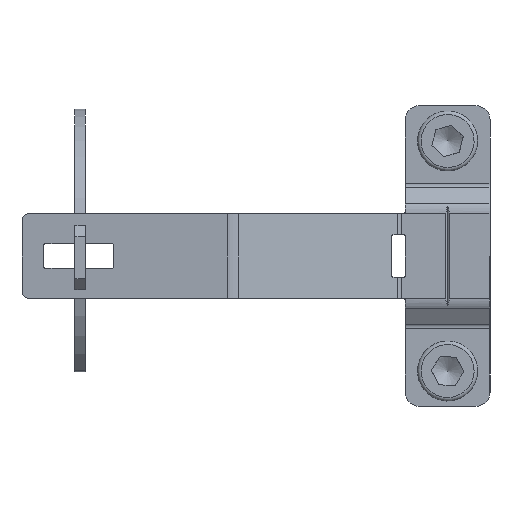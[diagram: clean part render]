
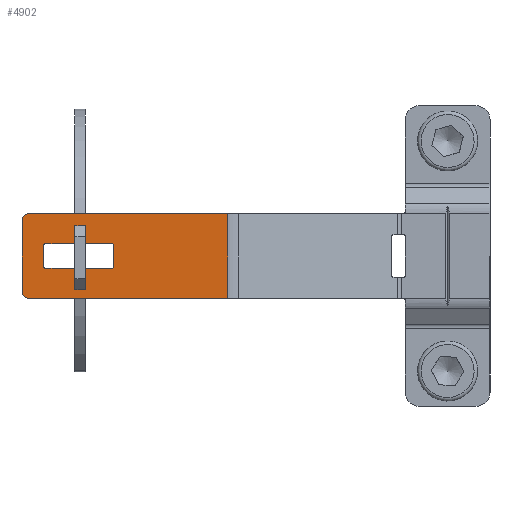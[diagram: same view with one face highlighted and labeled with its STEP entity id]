
A CAD part, front view. The second image highlights one B-rep face of the part: STEP entity #4902.
In plain terms, the highlighted planar face has unit normal (-0.07, -0.998, 0).
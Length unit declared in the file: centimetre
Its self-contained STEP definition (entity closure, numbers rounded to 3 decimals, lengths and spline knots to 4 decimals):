
#110=FACE_BOUND('',#829,.T.);
#204=CIRCLE('',#5259,0.025);
#206=CIRCLE('',#5263,0.025);
#208=CIRCLE('',#5267,0.025);
#210=CIRCLE('',#5271,0.025);
#218=CIRCLE('',#5293,0.1);
#219=CIRCLE('',#5296,0.1);
#554=FACE_OUTER_BOUND('',#828,.T.);
#828=EDGE_LOOP('',(#3578,#3579,#3580,#3581,#3582,#3583));
#829=EDGE_LOOP('',(#3584,#3585,#3586,#3587,#3588,#3589,#3590,#3591));
#1166=LINE('',#7615,#1596);
#1170=LINE('',#7627,#1600);
#1174=LINE('',#7639,#1604);
#1179=LINE('',#7651,#1609);
#1202=LINE('',#7720,#1632);
#1205=LINE('',#7726,#1635);
#1206=LINE('',#7728,#1636);
#1207=LINE('',#7730,#1637);
#1596=VECTOR('',#6136,1.);
#1600=VECTOR('',#6148,1.);
#1604=VECTOR('',#6160,1.);
#1609=VECTOR('',#6173,1.);
#1632=VECTOR('',#6238,1.);
#1635=VECTOR('',#6243,1.);
#1636=VECTOR('',#6244,1.);
#1637=VECTOR('',#6245,1.);
#2041=VERTEX_POINT('',#7605);
#2042=VERTEX_POINT('',#7606);
#2045=VERTEX_POINT('',#7614);
#2047=VERTEX_POINT('',#7620);
#2049=VERTEX_POINT('',#7626);
#2051=VERTEX_POINT('',#7632);
#2053=VERTEX_POINT('',#7638);
#2055=VERTEX_POINT('',#7644);
#2071=VERTEX_POINT('',#7713);
#2072=VERTEX_POINT('',#7715);
#2073=VERTEX_POINT('',#7719);
#2075=VERTEX_POINT('',#7725);
#2076=VERTEX_POINT('',#7727);
#2077=VERTEX_POINT('',#7729);
#2563=EDGE_CURVE('',#2041,#2042,#204,.T.);
#2567=EDGE_CURVE('',#2045,#2042,#1166,.T.);
#2570=EDGE_CURVE('',#2045,#2047,#206,.T.);
#2573=EDGE_CURVE('',#2049,#2047,#1170,.T.);
#2576=EDGE_CURVE('',#2049,#2051,#208,.T.);
#2579=EDGE_CURVE('',#2053,#2051,#1174,.T.);
#2582=EDGE_CURVE('',#2053,#2055,#210,.T.);
#2586=EDGE_CURVE('',#2041,#2055,#1179,.T.);
#2615=EDGE_CURVE('',#2071,#2072,#218,.T.);
#2617=EDGE_CURVE('',#2073,#2072,#1202,.T.);
#2620=EDGE_CURVE('',#2071,#2075,#1205,.T.);
#2621=EDGE_CURVE('',#2075,#2076,#1206,.T.);
#2622=EDGE_CURVE('',#2076,#2077,#1207,.T.);
#2623=EDGE_CURVE('',#2073,#2077,#219,.T.);
#3578=ORIENTED_EDGE('',*,*,#2615,.F.);
#3579=ORIENTED_EDGE('',*,*,#2620,.T.);
#3580=ORIENTED_EDGE('',*,*,#2621,.T.);
#3581=ORIENTED_EDGE('',*,*,#2622,.T.);
#3582=ORIENTED_EDGE('',*,*,#2623,.F.);
#3583=ORIENTED_EDGE('',*,*,#2617,.T.);
#3584=ORIENTED_EDGE('',*,*,#2579,.T.);
#3585=ORIENTED_EDGE('',*,*,#2576,.F.);
#3586=ORIENTED_EDGE('',*,*,#2573,.T.);
#3587=ORIENTED_EDGE('',*,*,#2570,.F.);
#3588=ORIENTED_EDGE('',*,*,#2567,.T.);
#3589=ORIENTED_EDGE('',*,*,#2563,.F.);
#3590=ORIENTED_EDGE('',*,*,#2586,.T.);
#3591=ORIENTED_EDGE('',*,*,#2582,.F.);
#4354=PLANE('',#5295);
#4902=ADVANCED_FACE('',(#554,#110),#4354,.F.);
#5259=AXIS2_PLACEMENT_3D('',#7607,#6128,#6129);
#5263=AXIS2_PLACEMENT_3D('',#7621,#6141,#6142);
#5267=AXIS2_PLACEMENT_3D('',#7633,#6153,#6154);
#5271=AXIS2_PLACEMENT_3D('',#7645,#6165,#6166);
#5293=AXIS2_PLACEMENT_3D('',#7716,#6233,#6234);
#5295=AXIS2_PLACEMENT_3D('',#7724,#6241,#6242);
#5296=AXIS2_PLACEMENT_3D('',#7731,#6246,#6247);
#6128=DIRECTION('center_axis',(-0.07,-0.998,0.));
#6129=DIRECTION('ref_axis',(0.705,-0.049,0.707));
#6136=DIRECTION('',(0.998,-0.07,0.));
#6141=DIRECTION('center_axis',(-0.07,-0.998,0.));
#6142=DIRECTION('ref_axis',(-0.705,0.049,0.707));
#6148=DIRECTION('',(0.,0.,1.));
#6153=DIRECTION('center_axis',(-0.07,-0.998,0.));
#6154=DIRECTION('ref_axis',(-0.705,0.049,-0.707));
#6160=DIRECTION('',(-0.998,0.07,0.));
#6165=DIRECTION('center_axis',(-0.07,-0.998,0.));
#6166=DIRECTION('ref_axis',(0.705,-0.049,-0.707));
#6173=DIRECTION('',(0.,0.,-1.));
#6233=DIRECTION('center_axis',(0.07,0.998,0.));
#6234=DIRECTION('ref_axis',(-0.705,0.049,-0.707));
#6238=DIRECTION('',(0.,0.,-1.));
#6241=DIRECTION('center_axis',(0.07,0.998,0.));
#6242=DIRECTION('ref_axis',(0.,0.,
-1.));
#6243=DIRECTION('',(0.998,-0.07,0.));
#6244=DIRECTION('',(0.,0.,1.));
#6245=DIRECTION('',(-0.998,0.07,0.));
#6246=DIRECTION('center_axis',(0.07,0.998,0.));
#6247=DIRECTION('ref_axis',(-0.705,0.049,0.707));
#7605=CARTESIAN_POINT('',(-5.3262,-2.2625,0.15));
#7606=CARTESIAN_POINT('',(-5.3511,-2.2608,0.175));
#7607=CARTESIAN_POINT('Origin',(-5.3511,-2.2608,0.15));
#7614=CARTESIAN_POINT('',(-6.2988,-2.1945,0.175));
#7615=CARTESIAN_POINT('',(-3.2812,-2.4055,0.175));
#7620=CARTESIAN_POINT('',(-6.3238,-2.1928,0.15));
#7621=CARTESIAN_POINT('Origin',(-6.2988,-2.1945,0.15));
#7626=CARTESIAN_POINT('',(-6.3238,-2.1928,-0.15));
#7627=CARTESIAN_POINT('',(-6.3238,-2.1928,-0.0875));
#7632=CARTESIAN_POINT('',(-6.2988,-2.1945,-0.175));
#7633=CARTESIAN_POINT('Origin',(-6.2988,-2.1945,-0.15));
#7638=CARTESIAN_POINT('',(-5.3511,-2.2608,-0.175));
#7639=CARTESIAN_POINT('',(-2.7824,-2.4404,-0.175));
#7644=CARTESIAN_POINT('',(-5.3262,-2.2625,-0.15));
#7645=CARTESIAN_POINT('Origin',(-5.3511,-2.2608,-0.15));
#7651=CARTESIAN_POINT('',(-5.3262,-2.2625,0.0875));
#7713=CARTESIAN_POINT('',(-6.5233,-2.1788,-0.6));
#7715=CARTESIAN_POINT('',(-6.623,-2.1718,-0.5));
#7716=CARTESIAN_POINT('Origin',(-6.5233,-2.1788,-0.5));
#7719=CARTESIAN_POINT('',(-6.623,-2.1718,0.5));
#7720=CARTESIAN_POINT('',(-6.623,-2.1718,0.6));
#7724=CARTESIAN_POINT('Origin',(-0.2386,-2.6183,0.));
#7725=CARTESIAN_POINT('',(-3.7114,-2.3754,-0.6));
#7726=CARTESIAN_POINT('',(-6.623,-2.1718,-0.6));
#7727=CARTESIAN_POINT('',(-3.7114,-2.3754,0.6));
#7728=CARTESIAN_POINT('',(-3.7114,-2.3754,-0.3));
#7729=CARTESIAN_POINT('',(-6.5233,-2.1788,0.6));
#7730=CARTESIAN_POINT('',(-0.8372,-2.5764,0.6));
#7731=CARTESIAN_POINT('Origin',(-6.5233,-2.1788,0.5));
